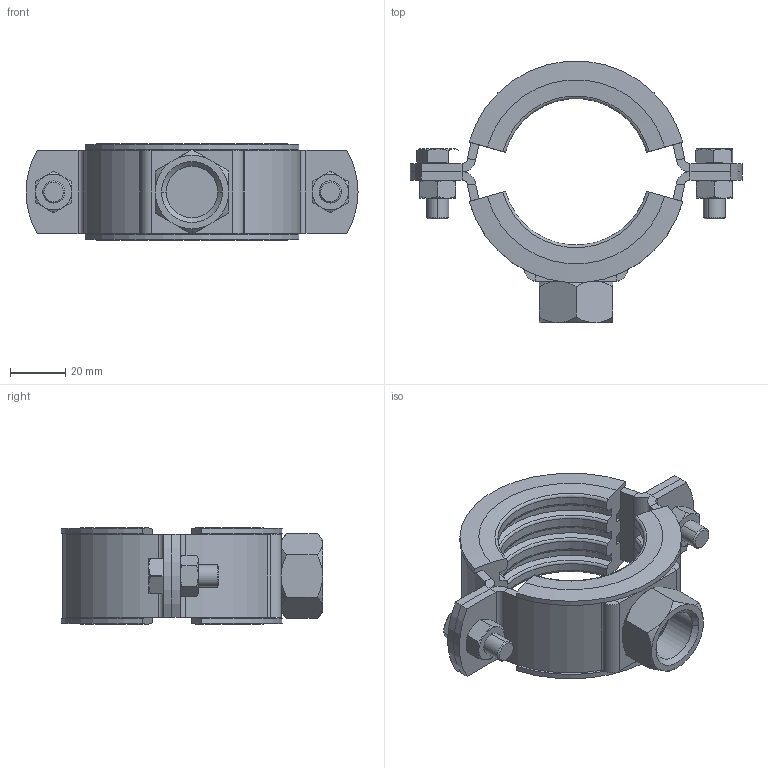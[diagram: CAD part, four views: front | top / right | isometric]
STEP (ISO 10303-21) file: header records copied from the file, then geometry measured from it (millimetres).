
FILE_DESCRIPTION (( 'STEP AP214' ), '1' );
FILE_NAME ('51.853K.STEP', '2024-03-25T13:32:48', ( '' ), ( '' ), 'SwSTEP 2.0', 'SolidWorks 2023', '' );
FILE_SCHEMA (( 'AUTOMOTIVE_DESIGN' ));
Length unit declared in the file: millimetre
Products named in the file (1): 51.853K
Bounding box: 120 x 94.45 x 35 mm (x, y, z)
Surface area: 39466.8 mm2 (no closed solid volume)
Topology: 0 solids, 13 shells, 220 faces, 622 edges, 402 vertices
Faces by surface type: cone 78, plane 73, cylinder 53, torus 16
Entity records: 7399 total; most frequent: CARTESIAN_POINT 1767, DIRECTION 1239, ORIENTED_EDGE 1064, EDGE_CURVE 622, AXIS2_PLACEMENT_3D 478, VERTEX_POINT 402, LINE 283, VECTOR 283
